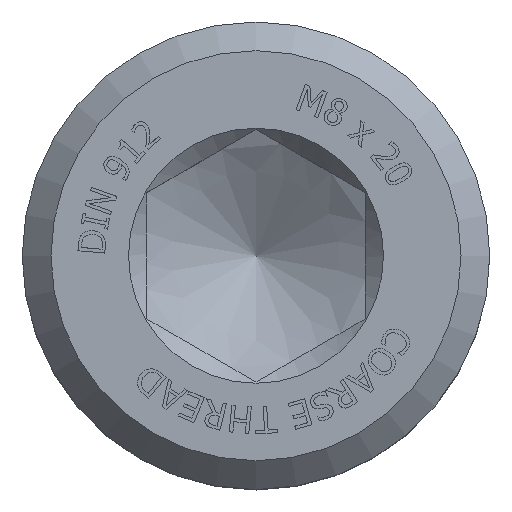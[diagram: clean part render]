
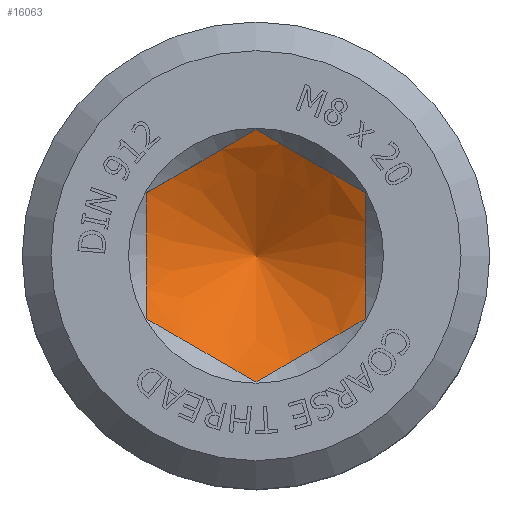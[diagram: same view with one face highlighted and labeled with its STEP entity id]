
A CAD part, top view. The second image highlights one B-rep face of the part: STEP entity #16063.
In plain terms, the highlighted conical face has half-angle 60 degrees and reference radius 2.6 mm.
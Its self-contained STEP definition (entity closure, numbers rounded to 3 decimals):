
#15711=CARTESIAN_POINT('',(0.,3.51,-4.0));
#15712=VERTEX_POINT('',#15711);
#15719=CARTESIAN_POINT('',(3.04,1.755,-4.0));
#15720=VERTEX_POINT('',#15719);
#15721=CARTESIAN_POINT('',(3.04,1.755,-4.0));
#15722=CARTESIAN_POINT('',(1.52,2.633,-4.507));
#15723=CARTESIAN_POINT('',(0.,3.51,-4.0));
#15731=(BOUNDED_CURVE()B_SPLINE_CURVE(2,(#15721,#15722,#15723),.UNSPECIFIED.,.F.,.U.)B_SPLINE_CURVE_WITH_KNOTS((3,3),(0.21,0.67),.UNSPECIFIED.)CURVE()GEOMETRIC_REPRESENTATION_ITEM()RATIONAL_B_SPLINE_CURVE((1.258,1.453,1.258))REPRESENTATION_ITEM(''));
#15732=EDGE_CURVE('',#15720,#15712,#15731,.T.);
#15749=CARTESIAN_POINT('',(-3.04,1.755,-4.0));
#15750=VERTEX_POINT('',#15749);
#15757=CARTESIAN_POINT('',(0.,3.51,-4.0));
#15758=CARTESIAN_POINT('',(-1.52,2.633,-4.507));
#15759=CARTESIAN_POINT('',(-3.04,1.755,-4.0));
#15767=(BOUNDED_CURVE()B_SPLINE_CURVE(2,(#15757,#15758,#15759),.UNSPECIFIED.,.F.,.U.)B_SPLINE_CURVE_WITH_KNOTS((3,3),(0.21,0.67),.UNSPECIFIED.)CURVE()GEOMETRIC_REPRESENTATION_ITEM()RATIONAL_B_SPLINE_CURVE((1.258,1.453,1.258))REPRESENTATION_ITEM(''));
#15768=EDGE_CURVE('',#15712,#15750,#15767,.T.);
#15780=CARTESIAN_POINT('',(-3.04,-1.755,-4.0));
#15781=VERTEX_POINT('',#15780);
#15788=CARTESIAN_POINT('',(-3.04,1.755,-4.0));
#15789=CARTESIAN_POINT('',(-3.04,0.,-4.507));
#15790=CARTESIAN_POINT('',(-3.04,-1.755,-4.0));
#15798=(BOUNDED_CURVE()B_SPLINE_CURVE(2,(#15788,#15789,#15790),.UNSPECIFIED.,.F.,.U.)B_SPLINE_CURVE_WITH_KNOTS((3,3),(0.21,0.67),.UNSPECIFIED.)CURVE()GEOMETRIC_REPRESENTATION_ITEM()RATIONAL_B_SPLINE_CURVE((1.258,1.453,1.258))REPRESENTATION_ITEM(''));
#15799=EDGE_CURVE('',#15750,#15781,#15798,.T.);
#15811=CARTESIAN_POINT('',(0.,-3.51,-4.0));
#15812=VERTEX_POINT('',#15811);
#15819=CARTESIAN_POINT('',(-3.04,-1.755,-4.0));
#15820=CARTESIAN_POINT('',(-1.52,-2.633,-4.507));
#15821=CARTESIAN_POINT('',(0.,-3.51,-4.0));
#15829=(BOUNDED_CURVE()B_SPLINE_CURVE(2,(#15819,#15820,#15821),.UNSPECIFIED.,.F.,.U.)B_SPLINE_CURVE_WITH_KNOTS((3,3),(0.21,0.67),.UNSPECIFIED.)CURVE()GEOMETRIC_REPRESENTATION_ITEM()RATIONAL_B_SPLINE_CURVE((1.258,1.453,1.258))REPRESENTATION_ITEM(''));
#15830=EDGE_CURVE('',#15781,#15812,#15829,.T.);
#15842=CARTESIAN_POINT('',(3.04,-1.755,-4.));
#15843=VERTEX_POINT('',#15842);
#15850=CARTESIAN_POINT('',(0.,-3.51,-4.0));
#15851=CARTESIAN_POINT('',(1.52,-2.633,-4.507));
#15852=CARTESIAN_POINT('',(3.04,-1.755,-4.));
#15860=(BOUNDED_CURVE()B_SPLINE_CURVE(2,(#15850,#15851,#15852),.UNSPECIFIED.,.F.,.U.)B_SPLINE_CURVE_WITH_KNOTS((3,3),(0.21,0.67),.UNSPECIFIED.)CURVE()GEOMETRIC_REPRESENTATION_ITEM()RATIONAL_B_SPLINE_CURVE((1.258,1.453,1.258))REPRESENTATION_ITEM(''));
#15861=EDGE_CURVE('',#15812,#15843,#15860,.T.);
#15874=CARTESIAN_POINT('',(3.04,-1.755,-4.));
#15875=CARTESIAN_POINT('',(3.04,0.,-4.507));
#15876=CARTESIAN_POINT('',(3.04,1.755,-4.0));
#15884=(BOUNDED_CURVE()B_SPLINE_CURVE(2,(#15874,#15875,#15876),.UNSPECIFIED.,.F.,.U.)B_SPLINE_CURVE_WITH_KNOTS((3,3),(0.21,0.67),.UNSPECIFIED.)CURVE()GEOMETRIC_REPRESENTATION_ITEM()RATIONAL_B_SPLINE_CURVE((1.258,1.453,1.258))REPRESENTATION_ITEM(''));
#15885=EDGE_CURVE('',#15843,#15720,#15884,.T.);
#16050=CARTESIAN_POINT('',(0.0,0.,-4.526));
#16051=DIRECTION('',(0.0,0.,1.0));
#16052=DIRECTION('',(0.0,1.0,0.0));
#16053=AXIS2_PLACEMENT_3D('',#16050,#16051,#16052);
#16054=CONICAL_SURFACE('',#16053,2.6,60.);
#16055=ORIENTED_EDGE('',*,*,#15799,.T.);
#16056=ORIENTED_EDGE('',*,*,#15830,.T.);
#16057=ORIENTED_EDGE('',*,*,#15861,.T.);
#16058=ORIENTED_EDGE('',*,*,#15885,.T.);
#16059=ORIENTED_EDGE('',*,*,#15732,.T.);
#16060=ORIENTED_EDGE('',*,*,#15768,.T.);
#16061=EDGE_LOOP('',(#16055,#16056,#16057,#16058,#16059,#16060));
#16062=FACE_OUTER_BOUND('',#16061,.T.);
#16063=ADVANCED_FACE('',(#16062),#16054,.F.);
